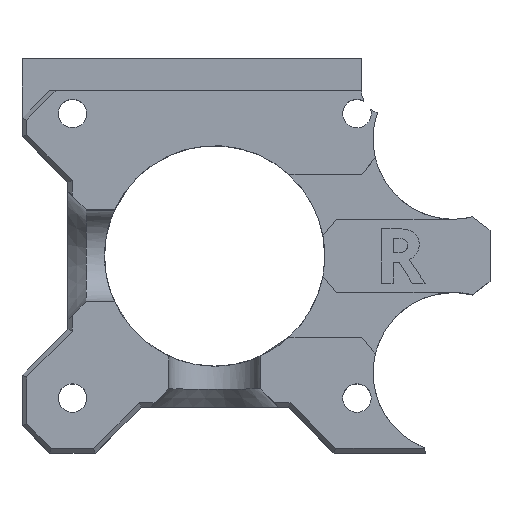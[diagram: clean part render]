
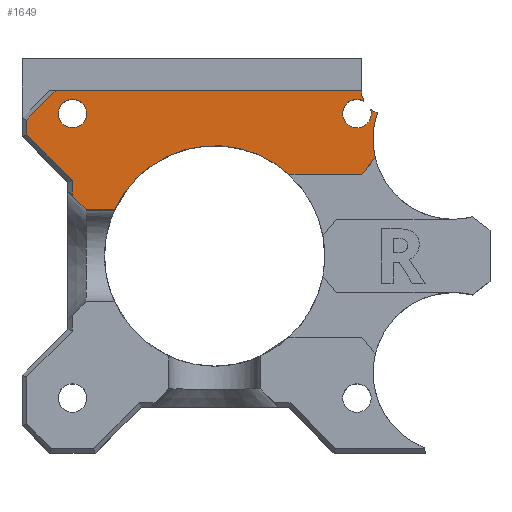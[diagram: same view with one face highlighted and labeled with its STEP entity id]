
A CAD part, top view. The second image highlights one B-rep face of the part: STEP entity #1649.
In plain terms, the highlighted planar face has unit normal (0, 0, 1).
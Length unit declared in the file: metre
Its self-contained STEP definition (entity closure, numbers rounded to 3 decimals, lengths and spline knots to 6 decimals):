
#52=CIRCLE('',#1749,0.00875);
#55=CIRCLE('',#1753,0.00155);
#68=CIRCLE('',#1770,0.012);
#71=CIRCLE('',#1774,0.00155);
#72=CIRCLE('',#1775,0.002563);
#73=CIRCLE('',#1776,0.002563);
#179=ORIENTED_EDGE('',*,*,#658,.T.);
#180=ORIENTED_EDGE('',*,*,#585,.T.);
#181=ORIENTED_EDGE('',*,*,#659,.T.);
#182=ORIENTED_EDGE('',*,*,#591,.T.);
#183=ORIENTED_EDGE('',*,*,#660,.T.);
#184=ORIENTED_EDGE('',*,*,#661,.F.);
#185=ORIENTED_EDGE('',*,*,#662,.F.);
#186=ORIENTED_EDGE('',*,*,#663,.F.);
#187=ORIENTED_EDGE('',*,*,#664,.F.);
#188=ORIENTED_EDGE('',*,*,#665,.F.);
#189=ORIENTED_EDGE('',*,*,#666,.F.);
#190=ORIENTED_EDGE('',*,*,#667,.F.);
#191=ORIENTED_EDGE('',*,*,#648,.T.);
#192=ORIENTED_EDGE('',*,*,#668,.T.);
#193=ORIENTED_EDGE('',*,*,#669,.T.);
#585=EDGE_CURVE('',#829,#828,#52,.T.);
#591=EDGE_CURVE('',#834,#835,#55,.T.);
#648=EDGE_CURVE('',#886,#885,#68,.T.);
#658=EDGE_CURVE('',#895,#895,#71,.T.);
#659=EDGE_CURVE('',#828,#834,#72,.F.);
#660=EDGE_CURVE('',#835,#896,#73,.F.);
#661=EDGE_CURVE('',#897,#896,#1033,.T.);
#662=EDGE_CURVE('',#898,#897,#1034,.T.);
#663=EDGE_CURVE('',#899,#898,#1035,.T.);
#664=EDGE_CURVE('',#900,#899,#1036,.T.);
#665=EDGE_CURVE('',#901,#900,#1037,.T.);
#666=EDGE_CURVE('',#902,#901,#1038,.F.);
#667=EDGE_CURVE('',#886,#902,#1039,.T.);
#668=EDGE_CURVE('',#885,#903,#1040,.T.);
#669=EDGE_CURVE('',#903,#829,#1041,.T.);
#828=VERTEX_POINT('',#2294);
#829=VERTEX_POINT('',#2296);
#834=VERTEX_POINT('',#2308);
#835=VERTEX_POINT('',#2309);
#885=VERTEX_POINT('',#2429);
#886=VERTEX_POINT('',#2431);
#895=VERTEX_POINT('',#2467);
#896=VERTEX_POINT('',#2470);
#897=VERTEX_POINT('',#2472);
#898=VERTEX_POINT('',#2474);
#899=VERTEX_POINT('',#2476);
#900=VERTEX_POINT('',#2478);
#901=VERTEX_POINT('',#2480);
#902=VERTEX_POINT('',#2482);
#903=VERTEX_POINT('',#2485);
#1033=LINE('',#2471,#1225);
#1034=LINE('',#2473,#1226);
#1035=LINE('',#2475,#1227);
#1036=LINE('',#2477,#1228);
#1037=LINE('',#2479,#1229);
#1038=LINE('',#2481,#1230);
#1039=LINE('',#2483,#1231);
#1040=LINE('',#2484,#1232);
#1041=LINE('',#2486,#1233);
#1225=VECTOR('',#1975,1.);
#1226=VECTOR('',#1976,1.);
#1227=VECTOR('',#1977,1.);
#1228=VECTOR('',#1978,1.);
#1229=VECTOR('',#1979,1.);
#1230=VECTOR('',#1980,1.);
#1231=VECTOR('',#1981,1.);
#1232=VECTOR('',#1982,1.);
#1233=VECTOR('',#1983,1.);
#1378=EDGE_LOOP('',(#179));
#1379=EDGE_LOOP('',(#180,#181,#182,#183,#184,#185,#186,#187,#188,#189,#190,
#191,#192,#193));
#1482=FACE_BOUND('',#1378,.T.);
#1483=FACE_BOUND('',#1379,.T.);
#1577=PLANE('',#1773);
#1649=ADVANCED_FACE('',(#1482,#1483),#1577,.T.);
#1749=AXIS2_PLACEMENT_3D('',#2295,#1872,#1873);
#1753=AXIS2_PLACEMENT_3D('',#2307,#1883,#1884);
#1770=AXIS2_PLACEMENT_3D('',#2430,#1956,#1957);
#1773=AXIS2_PLACEMENT_3D('',#2465,#1967,#1968);
#1774=AXIS2_PLACEMENT_3D('',#2466,#1969,#1970);
#1775=AXIS2_PLACEMENT_3D('',#2468,#1971,#1972);
#1776=AXIS2_PLACEMENT_3D('',#2469,#1973,#1974);
#1872=DIRECTION('',(0.,0.,-1.));
#1873=DIRECTION('',(-1.,0.,0.));
#1883=DIRECTION('',(0.,0.,-1.));
#1884=DIRECTION('',(-1.,0.,0.));
#1956=DIRECTION('',(0.,0.,-1.));
#1957=DIRECTION('',(-1.,0.,0.));
#1967=DIRECTION('',(0.,0.,1.));
#1968=DIRECTION('',(-1.,0.,0.));
#1969=DIRECTION('',(0.,0.,-1.));
#1970=DIRECTION('',(-1.,0.,0.));
#1971=DIRECTION('',(0.,0.,1.));
#1972=DIRECTION('',(1.,0.,0.));
#1973=DIRECTION('',(0.,0.,1.));
#1974=DIRECTION('',(1.,0.,0.));
#1975=DIRECTION('',(1.,0.,0.));
#1976=DIRECTION('',(0.707,0.707,0.));
#1977=DIRECTION('',(0.,1.,0.));
#1978=DIRECTION('',(-0.707,0.707,0.));
#1979=DIRECTION('',(0.,1.,0.));
#1980=DIRECTION('',(0.707,-0.707,0.));
#1981=DIRECTION('',(-1.,0.,0.));
#1982=DIRECTION('',(1.,0.,0.));
#1983=DIRECTION('',(0.62,0.785,0.));
#2294=CARTESIAN_POINT('',(0.063722,0.015576,0.014));
#2295=CARTESIAN_POINT('',(0.072,0.01274,0.014));
#2296=CARTESIAN_POINT('',(0.063489,0.010709,0.014));
#2307=CARTESIAN_POINT('',(0.0615,0.0155,0.014));
#2308=CARTESIAN_POINT('',(0.062973,0.015982,0.014));
#2309=CARTESIAN_POINT('',(0.062263,0.016849,0.014));
#2429=CARTESIAN_POINT('',(0.054088,0.008864,0.014));
#2430=CARTESIAN_POINT('',(0.046,0.,0.014));
#2431=CARTESIAN_POINT('',(0.035091,0.005,0.014));
#2465=CARTESIAN_POINT('',(0.053,0.,0.014));
#2466=CARTESIAN_POINT('',(0.0305,0.0155,0.014));
#2467=CARTESIAN_POINT('',(0.02895,0.0155,0.014));
#2468=CARTESIAN_POINT('',(0.064553,0.018,0.014));
#2469=CARTESIAN_POINT('',(0.064553,0.018,0.014));
#2470=CARTESIAN_POINT('',(0.06199,0.018,0.014));
#2471=CARTESIAN_POINT('',(0.045004,0.018,0.014));
#2472=CARTESIAN_POINT('',(0.028707,0.018,0.014));
#2473=CARTESIAN_POINT('',(0.031854,0.021146,0.014));
#2474=CARTESIAN_POINT('',(0.0255,0.014793,0.014));
#2475=CARTESIAN_POINT('',(0.0255,0.,0.014));
#2476=CARTESIAN_POINT('',(0.0255,0.013207,0.014));
#2477=CARTESIAN_POINT('',(0.025354,0.013354,0.014));
#2478=CARTESIAN_POINT('',(0.0305,0.008207,0.014));
#2479=CARTESIAN_POINT('',(0.0305,0.,0.014));
#2480=CARTESIAN_POINT('',(0.0305,0.0065,0.014));
#2481=CARTESIAN_POINT('',(0.045,-0.008,0.014));
#2482=CARTESIAN_POINT('',(0.032,0.005,0.014));
#2483=CARTESIAN_POINT('',(0.053,0.005,0.014));
#2484=CARTESIAN_POINT('',(0.054193,0.008864,0.014));
#2485=CARTESIAN_POINT('',(0.062032,0.008864,0.014));
#2486=CARTESIAN_POINT('',(0.054253,-0.000989,0.014));
